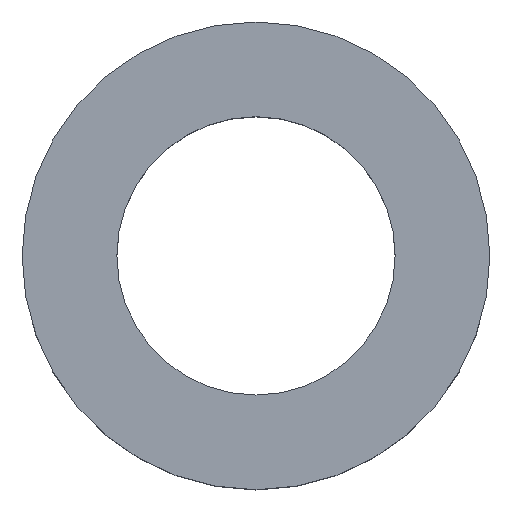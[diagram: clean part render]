
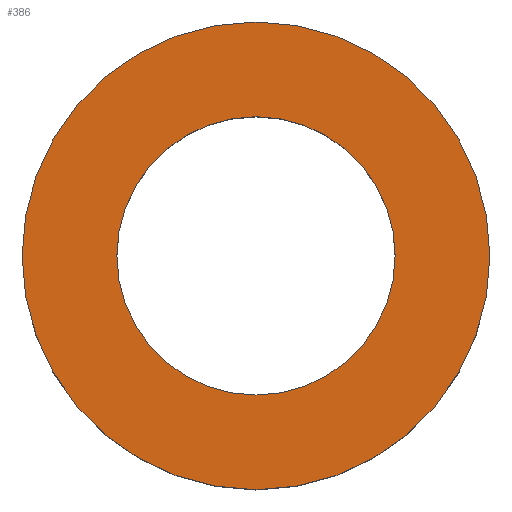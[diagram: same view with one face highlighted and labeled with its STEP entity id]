
A CAD part, top view. The second image highlights one B-rep face of the part: STEP entity #386.
In plain terms, the highlighted planar face has unit normal (0, 0, 1).
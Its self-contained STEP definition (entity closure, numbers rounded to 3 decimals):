
#220 = VERTEX_POINT('',#221);
#221 = CARTESIAN_POINT('',(2.,0.,0.01));
#228 = CYLINDRICAL_SURFACE('',#229,2.);
#229 = AXIS2_PLACEMENT_3D('',#230,#231,#232);
#230 = CARTESIAN_POINT('',(0.,0.,0.));
#231 = DIRECTION('',(-0.,-0.,-1.));
#232 = DIRECTION('',(1.,0.,0.));
#247 = EDGE_CURVE('',#220,#220,#248,.T.);
#248 = SURFACE_CURVE('',#249,(#254,#261),.PCURVE_S1.);
#249 = CIRCLE('',#250,2.);
#250 = AXIS2_PLACEMENT_3D('',#251,#252,#253);
#251 = CARTESIAN_POINT('',(0.,0.,0.01));
#252 = DIRECTION('',(0.,0.,1.));
#253 = DIRECTION('',(1.,0.,0.));
#254 = PCURVE('',#228,#255);
#255 = DEFINITIONAL_REPRESENTATION('',(#256),#260);
#256 = LINE('',#257,#258);
#257 = CARTESIAN_POINT('',(-0.,-0.01));
#258 = VECTOR('',#259,1.);
#259 = DIRECTION('',(-1.,0.));
#260 = ( GEOMETRIC_REPRESENTATION_CONTEXT(2) 
PARAMETRIC_REPRESENTATION_CONTEXT() REPRESENTATION_CONTEXT('2D SPACE',''
  ) );
#261 = PCURVE('',#262,#267);
#262 = PLANE('',#263);
#263 = AXIS2_PLACEMENT_3D('',#264,#265,#266);
#264 = CARTESIAN_POINT('',(0.,0.,0.01
    ));
#265 = DIRECTION('',(0.,0.,1.));
#266 = DIRECTION('',(1.,0.,0.));
#267 = DEFINITIONAL_REPRESENTATION('',(#268),#272);
#268 = CIRCLE('',#269,2.);
#269 = AXIS2_PLACEMENT_2D('',#270,#271);
#270 = CARTESIAN_POINT('',(0.,0.));
#271 = DIRECTION('',(1.,0.));
#272 = ( GEOMETRIC_REPRESENTATION_CONTEXT(2) 
PARAMETRIC_REPRESENTATION_CONTEXT() REPRESENTATION_CONTEXT('2D SPACE',''
  ) );
#308 = VERTEX_POINT('',#309);
#309 = CARTESIAN_POINT('',(1.19,0.,0.01));
#316 = CYLINDRICAL_SURFACE('',#317,1.19);
#317 = AXIS2_PLACEMENT_3D('',#318,#319,#320);
#318 = CARTESIAN_POINT('',(0.,0.,0.));
#319 = DIRECTION('',(-0.,-0.,-1.));
#320 = DIRECTION('',(1.,0.,0.));
#335 = EDGE_CURVE('',#308,#308,#336,.T.);
#336 = SURFACE_CURVE('',#337,(#342,#349),.PCURVE_S1.);
#337 = CIRCLE('',#338,1.19);
#338 = AXIS2_PLACEMENT_3D('',#339,#340,#341);
#339 = CARTESIAN_POINT('',(0.,0.,0.01));
#340 = DIRECTION('',(0.,0.,1.));
#341 = DIRECTION('',(1.,0.,0.));
#342 = PCURVE('',#316,#343);
#343 = DEFINITIONAL_REPRESENTATION('',(#344),#348);
#344 = LINE('',#345,#346);
#345 = CARTESIAN_POINT('',(-0.,-0.01));
#346 = VECTOR('',#347,1.);
#347 = DIRECTION('',(-1.,0.));
#348 = ( GEOMETRIC_REPRESENTATION_CONTEXT(2) 
PARAMETRIC_REPRESENTATION_CONTEXT() REPRESENTATION_CONTEXT('2D SPACE',''
  ) );
#349 = PCURVE('',#262,#350);
#350 = DEFINITIONAL_REPRESENTATION('',(#351),#355);
#351 = CIRCLE('',#352,1.19);
#352 = AXIS2_PLACEMENT_2D('',#353,#354);
#353 = CARTESIAN_POINT('',(0.,0.));
#354 = DIRECTION('',(1.,0.));
#355 = ( GEOMETRIC_REPRESENTATION_CONTEXT(2) 
PARAMETRIC_REPRESENTATION_CONTEXT() REPRESENTATION_CONTEXT('2D SPACE',''
  ) );
#386 = ADVANCED_FACE('',(#387,#390),#262,.T.);
#387 = FACE_BOUND('',#388,.T.);
#388 = EDGE_LOOP('',(#389));
#389 = ORIENTED_EDGE('',*,*,#247,.T.);
#390 = FACE_BOUND('',#391,.F.);
#391 = EDGE_LOOP('',(#392));
#392 = ORIENTED_EDGE('',*,*,#335,.T.);
